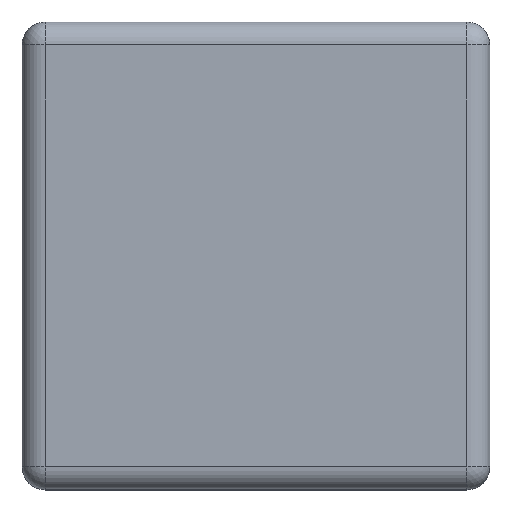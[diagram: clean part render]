
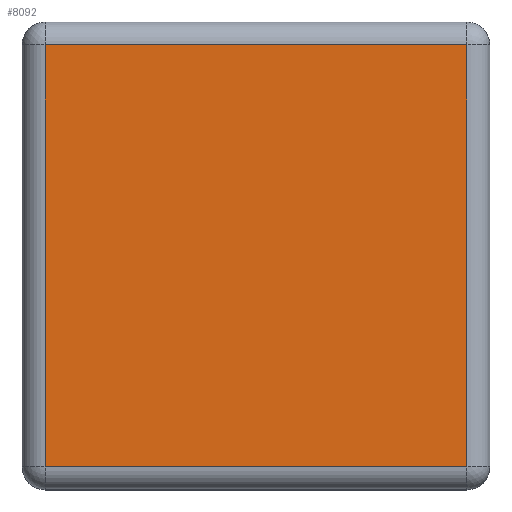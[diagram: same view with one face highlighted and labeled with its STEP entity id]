
A CAD part, top view. The second image highlights one B-rep face of the part: STEP entity #8092.
In plain terms, the highlighted planar face has unit normal (0, 0, 1).
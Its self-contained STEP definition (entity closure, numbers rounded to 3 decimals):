
#7980 = VERTEX_POINT('',#7981);
#7981 = CARTESIAN_POINT('',(4.6,4.6,10.9));
#7988 = EDGE_CURVE('',#7989,#7980,#7991,.T.);
#7989 = VERTEX_POINT('',#7990);
#7990 = CARTESIAN_POINT('',(4.6,-4.6,10.9));
#7991 = LINE('',#7992,#7993);
#7992 = CARTESIAN_POINT('',(4.6,-4.6,10.9));
#7993 = VECTOR('',#7994,1.);
#7994 = DIRECTION('',(0.,1.,0.));
#8072 = VERTEX_POINT('',#8073);
#8073 = CARTESIAN_POINT('',(-4.6,-4.6,10.9));
#8082 = EDGE_CURVE('',#8072,#7989,#8083,.T.);
#8083 = LINE('',#8084,#8085);
#8084 = CARTESIAN_POINT('',(-4.6,-4.6,10.9));
#8085 = VECTOR('',#8086,1.);
#8086 = DIRECTION('',(1.,0.,0.));
#8092 = ADVANCED_FACE('',(#8093),#8111,.F.);
#8093 = FACE_BOUND('',#8094,.F.);
#8094 = EDGE_LOOP('',(#8095,#8096,#8097,#8105));
#8095 = ORIENTED_EDGE('',*,*,#7988,.F.);
#8096 = ORIENTED_EDGE('',*,*,#8082,.F.);
#8097 = ORIENTED_EDGE('',*,*,#8098,.F.);
#8098 = EDGE_CURVE('',#8099,#8072,#8101,.T.);
#8099 = VERTEX_POINT('',#8100);
#8100 = CARTESIAN_POINT('',(-4.6,4.6,10.9));
#8101 = LINE('',#8102,#8103);
#8102 = CARTESIAN_POINT('',(-4.6,4.6,10.9));
#8103 = VECTOR('',#8104,1.);
#8104 = DIRECTION('',(0.,-1.,-0.));
#8105 = ORIENTED_EDGE('',*,*,#8106,.F.);
#8106 = EDGE_CURVE('',#7980,#8099,#8107,.T.);
#8107 = LINE('',#8108,#8109);
#8108 = CARTESIAN_POINT('',(4.6,4.6,10.9));
#8109 = VECTOR('',#8110,1.);
#8110 = DIRECTION('',(-1.,0.,0.));
#8111 = PLANE('',#8112);
#8112 = AXIS2_PLACEMENT_3D('',#8113,#8114,#8115);
#8113 = CARTESIAN_POINT('',(0.,0.,10.9));
#8114 = DIRECTION('',(0.,0.,-1.));
#8115 = DIRECTION('',(-1.,0.,0.));
